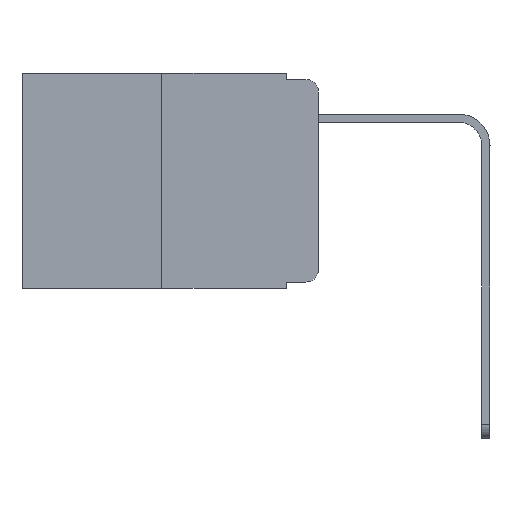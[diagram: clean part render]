
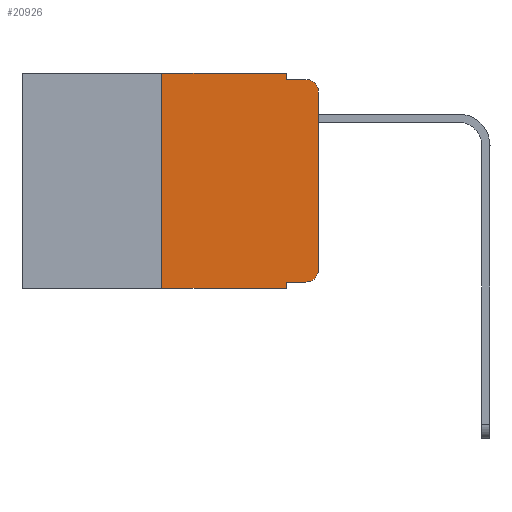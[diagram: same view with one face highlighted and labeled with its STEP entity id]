
A CAD part, left-side view. The second image highlights one B-rep face of the part: STEP entity #20926.
In plain terms, the highlighted planar face has unit normal (-1, 0, 0).
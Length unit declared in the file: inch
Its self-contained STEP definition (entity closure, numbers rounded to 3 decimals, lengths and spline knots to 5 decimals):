
#10 = VERTEX_POINT ( 'NONE', #9340 ) ;
#387 = DIRECTION ( 'NONE',  ( 0., 0., -1. ) ) ;
#494 = EDGE_CURVE ( 'NONE', #2318, #14369, #16944, .T. ) ;
#625 = ORIENTED_EDGE ( 'NONE', *, *, #19297, .F. ) ;
#1105 = DIRECTION ( 'NONE',  ( 0., -1., 0. ) ) ;
#1122 = VECTOR ( 'NONE', #19142, 39.37008 ) ;
#1211 = VECTOR ( 'NONE', #387, 39.37008 ) ;
#1738 = VERTEX_POINT ( 'NONE', #15167 ) ;
#1831 = DIRECTION ( 'NONE',  ( -1., 0., 0. ) ) ;
#2165 = CARTESIAN_POINT ( 'NONE',  ( 0., 0.25, 0. ) ) ;
#2273 = DIRECTION ( 'NONE',  ( 0., 0., -1. ) ) ;
#2318 = VERTEX_POINT ( 'NONE', #19279 ) ;
#2717 = VECTOR ( 'NONE', #20384, 39.37008 ) ;
#3004 = LINE ( 'NONE', #16696, #2717 ) ;
#4235 = DIRECTION ( 'NONE',  ( -1., 0., 0. ) ) ;
#4303 = DIRECTION ( 'NONE',  ( 0., 0., -1. ) ) ;
#4461 = VERTEX_POINT ( 'NONE', #15915 ) ;
#4478 = VERTEX_POINT ( 'NONE', #6932 ) ;
#4545 = VERTEX_POINT ( 'NONE', #4938 ) ;
#4938 = CARTESIAN_POINT ( 'NONE',  ( 0., 0.02, -0.01 ) ) ;
#5352 = VECTOR ( 'NONE', #9790, 39.37008 ) ;
#5655 = CIRCLE ( 'NONE', #22569, 0.02 ) ;
#6257 = ORIENTED_EDGE ( 'NONE', *, *, #22526, .F. ) ;
#6932 = CARTESIAN_POINT ( 'NONE',  ( 0., 0.051, 0. ) ) ;
#7175 = EDGE_CURVE ( 'NONE', #14369, #4545, #11166, .T. ) ;
#7282 = ORIENTED_EDGE ( 'NONE', *, *, #10589, .T. ) ;
#7326 = DIRECTION ( 'NONE',  ( 0., 0., -1. ) ) ;
#7989 = CARTESIAN_POINT ( 'NONE',  ( 0., 0.473, 0. ) ) ;
#8192 = VECTOR ( 'NONE', #1105, 39.37008 ) ;
#8350 = ORIENTED_EDGE ( 'NONE', *, *, #494, .T. ) ;
#8636 = DIRECTION ( 'NONE',  ( 0., -1., 0. ) ) ;
#8714 = LINE ( 'NONE', #7989, #5352 ) ;
#9069 = VERTEX_POINT ( 'NONE', #11193 ) ;
#9113 = AXIS2_PLACEMENT_3D ( 'NONE', #16703, #18597, #2273 ) ;
#9340 = CARTESIAN_POINT ( 'NONE',  ( 0., 0.02, -0.333 ) ) ;
#9693 = LINE ( 'NONE', #18183, #9985 ) ;
#9790 = DIRECTION ( 'NONE',  ( 0., -1., 0. ) ) ;
#9985 = VECTOR ( 'NONE', #7326, 39.37008 ) ;
#10537 = LINE ( 'NONE', #2165, #14240 ) ;
#10589 = EDGE_CURVE ( 'NONE', #9069, #10, #3004, .T. ) ;
#11157 = ORIENTED_EDGE ( 'NONE', *, *, #21441, .F. ) ;
#11166 = CIRCLE ( 'NONE', #18486, 0.02 ) ;
#11170 = CARTESIAN_POINT ( 'NONE',  ( 0., 0.051, 0. ) ) ;
#11193 = CARTESIAN_POINT ( 'NONE',  ( 0., 0.051, -0.333 ) ) ;
#11260 = VERTEX_POINT ( 'NONE', #18244 ) ;
#11327 = PLANE ( 'NONE',  #9113 ) ;
#11766 = DIRECTION ( 'NONE',  ( 0., 0., 1. ) ) ;
#12722 = DIRECTION ( 'NONE',  ( 0., 0., -1. ) ) ;
#13191 = ORIENTED_EDGE ( 'NONE', *, *, #18137, .T. ) ;
#13231 = VECTOR ( 'NONE', #8636, 39.37008 ) ;
#14146 = LINE ( 'NONE', #20964, #8192 ) ;
#14236 = LINE ( 'NONE', #11170, #1211 ) ;
#14239 = ORIENTED_EDGE ( 'NONE', *, *, #16296, .F. ) ;
#14240 = VECTOR ( 'NONE', #11766, 39.37008 ) ;
#14369 = VERTEX_POINT ( 'NONE', #20851 ) ;
#14379 = CARTESIAN_POINT ( 'NONE',  ( 0., 0.02, -0.03 ) ) ;
#15167 = CARTESIAN_POINT ( 'NONE',  ( 0., 0.25, -0.343 ) ) ;
#15658 = CARTESIAN_POINT ( 'NONE',  ( 0., 0.051, -0.01 ) ) ;
#15915 = CARTESIAN_POINT ( 'NONE',  ( 0., 0.25, 0. ) ) ;
#16296 = EDGE_CURVE ( 'NONE', #11260, #4545, #22492, .T. ) ;
#16696 = CARTESIAN_POINT ( 'NONE',  ( 0., 0.051, -0.333 ) ) ;
#16703 = CARTESIAN_POINT ( 'NONE',  ( 0., 0.473, 0. ) ) ;
#16708 = ORIENTED_EDGE ( 'NONE', *, *, #7175, .T. ) ;
#16799 = FACE_OUTER_BOUND ( 'NONE', #18662, .T. ) ;
#16944 = LINE ( 'NONE', #17331, #1122 ) ;
#17172 = ORIENTED_EDGE ( 'NONE', *, *, #18610, .T. ) ;
#17331 = CARTESIAN_POINT ( 'NONE',  ( 0., 0., 0. ) ) ;
#18137 = EDGE_CURVE ( 'NONE', #1738, #22338, #14146, .T. ) ;
#18183 = CARTESIAN_POINT ( 'NONE',  ( 0., 0.051, 0. ) ) ;
#18244 = CARTESIAN_POINT ( 'NONE',  ( 0., 0.051, -0.01 ) ) ;
#18486 = AXIS2_PLACEMENT_3D ( 'NONE', #14379, #1831, #12722 ) ;
#18597 = DIRECTION ( 'NONE',  ( 1., 0., 0. ) ) ;
#18610 = EDGE_CURVE ( 'NONE', #10, #2318, #5655, .T. ) ;
#18662 = EDGE_LOOP ( 'NONE', ( #8350, #16708, #14239, #11157, #625, #20627, #13191, #6257, #7282, #17172 ) ) ;
#19142 = DIRECTION ( 'NONE',  ( 0., 0., 1. ) ) ;
#19279 = CARTESIAN_POINT ( 'NONE',  ( 0., 0., -0.313 ) ) ;
#19297 = EDGE_CURVE ( 'NONE', #4461, #4478, #8714, .T. ) ;
#20384 = DIRECTION ( 'NONE',  ( 0., -1., 0. ) ) ;
#20627 = ORIENTED_EDGE ( 'NONE', *, *, #21735, .F. ) ;
#20851 = CARTESIAN_POINT ( 'NONE',  ( 0., 0., -0.03 ) ) ;
#20926 = ADVANCED_FACE ( 'NONE', ( #16799 ), #11327, .F. ) ;
#20964 = CARTESIAN_POINT ( 'NONE',  ( 0., 0.473, -0.343 ) ) ;
#21349 = CARTESIAN_POINT ( 'NONE',  ( 0., 0.051, -0.343 ) ) ;
#21441 = EDGE_CURVE ( 'NONE', #4478, #11260, #9693, .T. ) ;
#21735 = EDGE_CURVE ( 'NONE', #1738, #4461, #10537, .T. ) ;
#22135 = CARTESIAN_POINT ( 'NONE',  ( 0., 0.02, -0.313 ) ) ;
#22338 = VERTEX_POINT ( 'NONE', #21349 ) ;
#22492 = LINE ( 'NONE', #15658, #13231 ) ;
#22526 = EDGE_CURVE ( 'NONE', #9069, #22338, #14236, .T. ) ;
#22569 = AXIS2_PLACEMENT_3D ( 'NONE', #22135, #4235, #4303 ) ;
